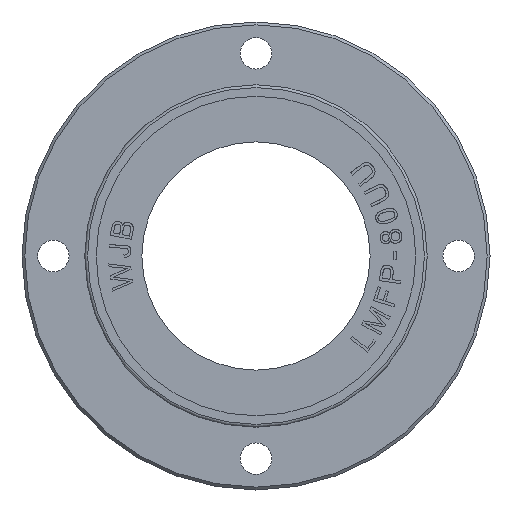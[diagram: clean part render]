
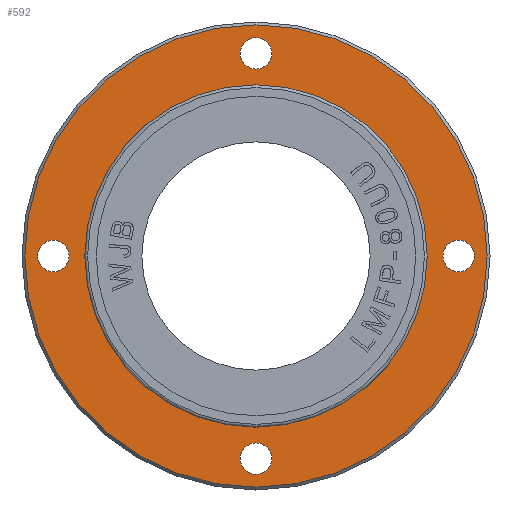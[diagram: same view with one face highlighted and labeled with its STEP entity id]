
A CAD part, left-side view. The second image highlights one B-rep face of the part: STEP entity #592.
In plain terms, the highlighted planar face has unit normal (-1, 0, 0).
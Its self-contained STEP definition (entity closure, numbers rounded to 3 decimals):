
#592=ADVANCED_FACE('',(#1741,#1742,#1743,#1744,#1745,#1746),#936,.T.);
#936=PLANE('',#6459);
#1182=CIRCLE('',#6446,5.5);
#1183=CIRCLE('',#6448,5.5);
#1184=CIRCLE('',#6450,5.5);
#1185=CIRCLE('',#6452,5.5);
#1188=CIRCLE('',#6457,81.);
#1189=CIRCLE('',#6458,59.786);
#1741=FACE_BOUND('',#1875,.T.);
#1742=FACE_BOUND('',#1876,.T.);
#1743=FACE_BOUND('',#1877,.T.);
#1744=FACE_BOUND('',#1878,.T.);
#1745=FACE_BOUND('',#1879,.T.);
#1746=FACE_BOUND('',#1880,.T.);
#1875=EDGE_LOOP('',(#2521));
#1876=EDGE_LOOP('',(#2522));
#1877=EDGE_LOOP('',(#2523));
#1878=EDGE_LOOP('',(#2524));
#1879=EDGE_LOOP('',(#2525));
#1880=EDGE_LOOP('',(#2526));
#2521=ORIENTED_EDGE('',*,*,#4795,.F.);
#2522=ORIENTED_EDGE('',*,*,#4796,.F.);
#2523=ORIENTED_EDGE('',*,*,#4797,.F.);
#2524=ORIENTED_EDGE('',*,*,#4798,.F.);
#2525=ORIENTED_EDGE('',*,*,#4801,.F.);
#2526=ORIENTED_EDGE('',*,*,#4802,.F.);
#4211=VERTEX_POINT('',#9321);
#4212=VERTEX_POINT('',#9324);
#4213=VERTEX_POINT('',#9327);
#4214=VERTEX_POINT('',#9330);
#4217=VERTEX_POINT('',#9338);
#4218=VERTEX_POINT('',#9340);
#4795=EDGE_CURVE('',#4211,#4211,#1182,.T.);
#4796=EDGE_CURVE('',#4212,#4212,#1183,.T.);
#4797=EDGE_CURVE('',#4213,#4213,#1184,.T.);
#4798=EDGE_CURVE('',#4214,#4214,#1185,.T.);
#4801=EDGE_CURVE('',#4217,#4217,#1188,.T.);
#4802=EDGE_CURVE('',#4218,#4218,#1189,.T.);
#6446=AXIS2_PLACEMENT_3D('',#9320,#6982,#6983);
#6448=AXIS2_PLACEMENT_3D('',#9323,#6986,#6987);
#6450=AXIS2_PLACEMENT_3D('',#9326,#6990,#6991);
#6452=AXIS2_PLACEMENT_3D('',#9329,#6994,#6995);
#6457=AXIS2_PLACEMENT_3D('',#9337,#7004,#7005);
#6458=AXIS2_PLACEMENT_3D('',#9339,#7006,#7007);
#6459=AXIS2_PLACEMENT_3D('',#9341,#7008,#7009);
#6982=DIRECTION('',(-1.,0.,0.));
#6983=DIRECTION('',(0.,0.,1.));
#6986=DIRECTION('',(-1.,0.,0.));
#6987=DIRECTION('',(0.,0.,1.));
#6990=DIRECTION('',(-1.,0.,0.));
#6991=DIRECTION('',(0.,0.,1.));
#6994=DIRECTION('',(-1.,0.,0.));
#6995=DIRECTION('',(0.,0.,1.));
#7004=DIRECTION('',(1.,0.,0.));
#7005=DIRECTION('',(0.,0.,-1.));
#7006=DIRECTION('',(-1.,0.,0.));
#7007=DIRECTION('',(0.,0.,1.));
#7008=DIRECTION('',(-1.,0.,0.));
#7009=DIRECTION('',(0.,0.,-1.));
#9320=CARTESIAN_POINT('',(0.,71.,0.));
#9321=CARTESIAN_POINT('',(0.,71.,5.5));
#9323=CARTESIAN_POINT('',(0.,-71.,0.));
#9324=CARTESIAN_POINT('',(0.,-71.,5.5));
#9326=CARTESIAN_POINT('',(0.,0.,71.));
#9327=CARTESIAN_POINT('',(0.,0.,76.5));
#9329=CARTESIAN_POINT('',(0.,0.,-71.));
#9330=CARTESIAN_POINT('',(0.,0.,-65.5));
#9337=CARTESIAN_POINT('',(0.,0.,0.));
#9338=CARTESIAN_POINT('',(0.,0.,-81.));
#9339=CARTESIAN_POINT('',(0.,0.,0.));
#9340=CARTESIAN_POINT('',(0.,0.,59.786));
#9341=CARTESIAN_POINT('',(0.,-67.333,66.));
